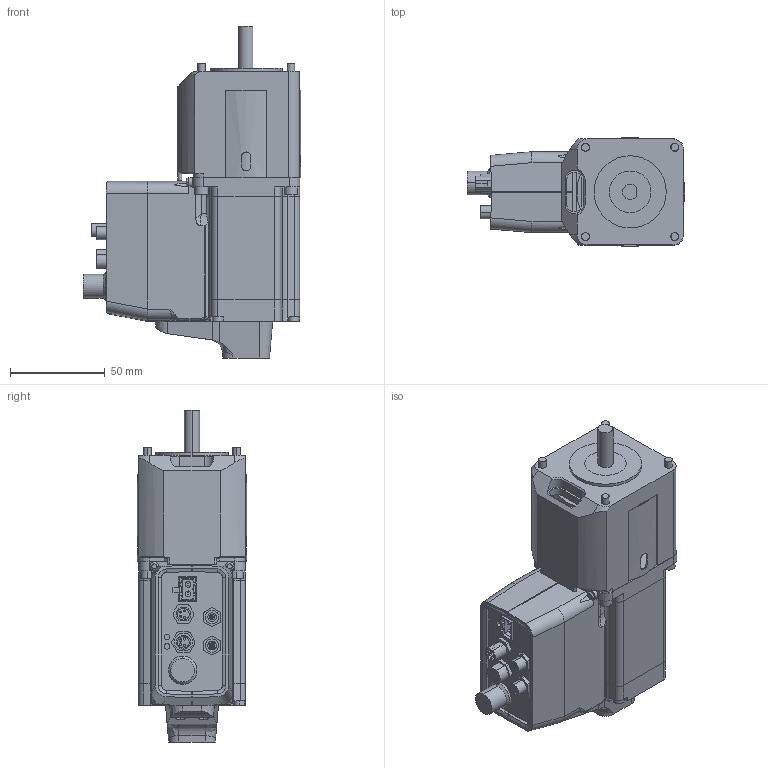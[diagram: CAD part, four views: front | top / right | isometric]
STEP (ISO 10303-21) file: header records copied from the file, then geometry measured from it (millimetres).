
FILE_DESCRIPTION (( 'STEP AP203' ), '1' );
FILE_NAME ('X-NMS23-BE08P1.step', '2023-06-27T22:50:22', ( '' ), ( '' ), 'SwSTEP 2.0', 'SolidWorks 2019', '' );
FILE_SCHEMA (( 'CONFIG_CONTROL_DESIGN' ));
Length unit declared in the file: millimetre
Products named in the file (2): NMS23_motor^NMS23_X-NMS23-BE08; X-NMS23-BE08P1
Assembly tree (1 placements, depth 2):
  X-NMS23-BE08P1
    NMS23_motor^NMS23_X-NMS23-BE08
Bounding box: 114.8 x 57.6 x 175.3 mm (x, y, z)
Volume: 526312.8 mm3; surface area: 111533.2 mm2
Topology: 23 solids, 23 shells, 683 faces, 1698 edges, 1116 vertices
Faces by surface type: plane 361, cylinder 274, cone 20, bspline 20, torus 8
Entity records: 22129 total; most frequent: CARTESIAN_POINT 5486, DIRECTION 3440, ORIENTED_EDGE 3388, EDGE_CURVE 1694, AXIS2_PLACEMENT_3D 1205, VERTEX_POINT 1116, LINE 1030, VECTOR 1030
